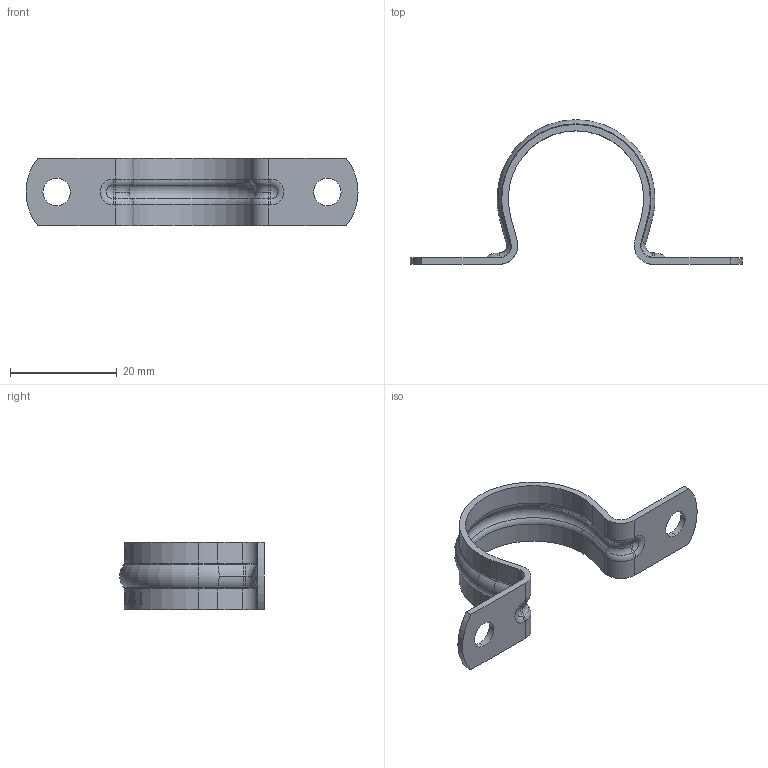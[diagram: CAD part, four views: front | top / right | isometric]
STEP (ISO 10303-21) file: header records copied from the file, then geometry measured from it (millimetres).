
FILE_DESCRIPTION (( 'STEP AP214' ), '1' );
FILE_NAME ('SP 1607Z1.STEP', '2019-07-12T19:11:43', ( '' ), ( '' ), 'SwSTEP 2.0', 'SolidWorks 2018', '' );
FILE_SCHEMA (( 'AUTOMOTIVE_DESIGN' ));
Length unit declared in the file: inch
Products named in the file (1): SP 1607Z1
Bounding box: 62.28 x 27.13 x 12.7 mm (x, y, z)
Volume: 1550.7 mm3; surface area: 2872.1 mm2
Topology: 1 solids, 1 shells, 256 faces, 633 edges, 394 vertices
Faces by surface type: cylinder 75, bspline 75, plane 56, torus 46, sphere 4
Entity records: 13859 total; most frequent: CARTESIAN_POINT 8165, ORIENTED_EDGE 1266, DIRECTION 1038, EDGE_CURVE 633, AXIS2_PLACEMENT_3D 414, VERTEX_POINT 394, EDGE_LOOP 275, FACE_OUTER_BOUND 256
